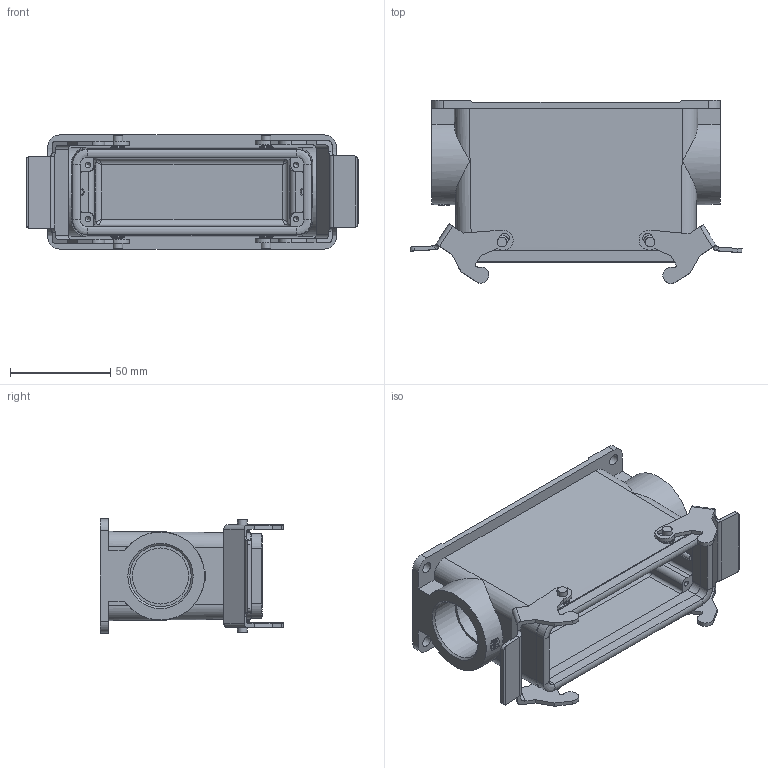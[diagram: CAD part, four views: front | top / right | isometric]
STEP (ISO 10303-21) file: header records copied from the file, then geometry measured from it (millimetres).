
FILE_DESCRIPTION((''),'2;1');
FILE_NAME('04300240264.stp','2020-07-08T07:48:49',('e.eickhoff'),(''),'Autodesk Inventor 2012','Autodesk Inventor 2012','');
FILE_SCHEMA(('AUTOMOTIVE_DESIGN { 1 0 10303 214 1 1 1 1 }'));
Length unit declared in the file: millimetre
Products named in the file (3): 04300240264; Metallbügel Quer
Assembly tree (3 placements, depth 2):
  04300240264
    04300240264
    Metallbügel Quer  x2
Bounding box: 165.77 x 91.41 x 57 mm (x, y, z)
Volume: 174538.7 mm3; surface area: 79430.7 mm2
Topology: 3 solids, 3 shells, 395 faces, 1044 edges, 677 vertices
Faces by surface type: plane 219, cylinder 141, cone 13, torus 12, bspline 6, sphere 4
Full cylindrical faces by diameter (mm): 0.66 x1, 0.78 x1, 2.74 x4, 4.8 x4, 5.6 x4, 7 x4, 27.6 x1, 28 x1, 30.6 x2
Entity records: 11642 total; most frequent: CARTESIAN_POINT 2941, DIRECTION 1807, ORIENTED_EDGE 1684, EDGE_CURVE 842, AXIS2_PLACEMENT_3D 655, VERTEX_POINT 567, VECTOR 497, LINE 497
